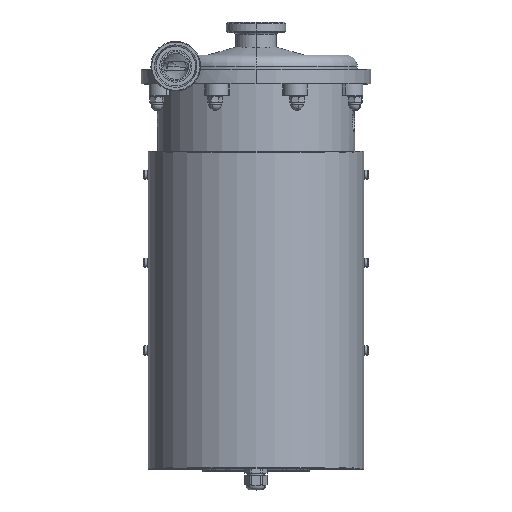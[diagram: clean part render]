
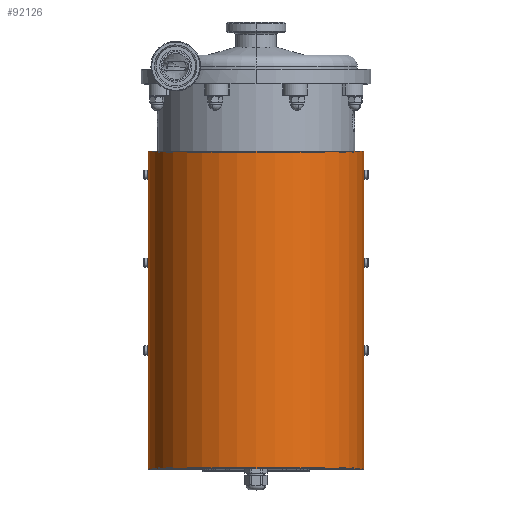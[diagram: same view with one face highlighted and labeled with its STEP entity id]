
A CAD part, top view. The second image highlights one B-rep face of the part: STEP entity #92126.
In plain terms, the highlighted cylindrical face has radius 141 mm (diameter 282 mm), a partial arc.
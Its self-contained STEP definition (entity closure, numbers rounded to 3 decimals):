
#5142 = CARTESIAN_POINT ( 'NONE',  ( -131.505, -251.88, 223.5 ) ) ;
#5496 = CARTESIAN_POINT ( 'NONE',  ( -131.505, -251.88, 223.5 ) ) ;
#14267 = EDGE_CURVE ( 'NONE', #60315, #67210, #66691, .T. ) ;
#14542 = DIRECTION ( 'NONE',  ( -1., 0., 0. ) ) ;
#18228 = EDGE_CURVE ( 'NONE', #25889, #67210, #34993, .T. ) ;
#21677 = DIRECTION ( 'NONE',  ( 1., 0., 0. ) ) ;
#25060 = CARTESIAN_POINT ( 'NONE',  ( 9.495, -251.88, 223.5 ) ) ;
#25889 = VERTEX_POINT ( 'NONE', #5142 ) ;
#26209 = CYLINDRICAL_SURFACE ( 'NONE', #89069, 141. ) ;
#27121 = EDGE_LOOP ( 'NONE', ( #76914, #53226, #90529, #35920 ) ) ;
#28601 = DIRECTION ( 'NONE',  ( 0., 1., 0. ) ) ;
#34993 = LINE ( 'NONE', #5496, #53901 ) ;
#35920 = ORIENTED_EDGE ( 'NONE', *, *, #69195, .T. ) ;
#44337 = VERTEX_POINT ( 'NONE', #75884 ) ;
#45449 = AXIS2_PLACEMENT_3D ( 'NONE', #25060, #76475, #82773 ) ;
#49463 = EDGE_CURVE ( 'NONE', #44337, #25889, #87143, .T. ) ;
#51400 = DIRECTION ( 'NONE',  ( 0., 1., 0. ) ) ;
#53226 = ORIENTED_EDGE ( 'NONE', *, *, #18228, .F. ) ;
#53901 = VECTOR ( 'NONE', #51400, 1000. ) ;
#58074 = CARTESIAN_POINT ( 'NONE',  ( 9.495, 163.12, 223.5 ) ) ;
#58185 = CARTESIAN_POINT ( 'NONE',  ( 9.495, -251.88, 223.5 ) ) ;
#60315 = VERTEX_POINT ( 'NONE', #88914 ) ;
#62143 = CARTESIAN_POINT ( 'NONE',  ( 150.495, -251.88, 223.5 ) ) ;
#65915 = CARTESIAN_POINT ( 'NONE',  ( -131.505, 163.12, 223.5 ) ) ;
#66691 = CIRCLE ( 'NONE', #72833, 141. ) ;
#67210 = VERTEX_POINT ( 'NONE', #65915 ) ;
#69195 = EDGE_CURVE ( 'NONE', #44337, #60315, #76646, .T. ) ;
#72833 = AXIS2_PLACEMENT_3D ( 'NONE', #58074, #95330, #21677 ) ;
#75884 = CARTESIAN_POINT ( 'NONE',  ( 150.495, -251.88, 223.5 ) ) ;
#76475 = DIRECTION ( 'NONE',  ( 0., -1., 0. ) ) ;
#76646 = LINE ( 'NONE', #62143, #80605 ) ;
#76914 = ORIENTED_EDGE ( 'NONE', *, *, #14267, .T. ) ;
#80605 = VECTOR ( 'NONE', #83886, 1000. ) ;
#82773 = DIRECTION ( 'NONE',  ( 1., 0., 0. ) ) ;
#83886 = DIRECTION ( 'NONE',  ( 0., 1., 0. ) ) ;
#87143 = CIRCLE ( 'NONE', #45449, 141. ) ;
#88914 = CARTESIAN_POINT ( 'NONE',  ( 150.495, 163.12, 223.5 ) ) ;
#89069 = AXIS2_PLACEMENT_3D ( 'NONE', #58185, #28601, #14542 ) ;
#90529 = ORIENTED_EDGE ( 'NONE', *, *, #49463, .F. ) ;
#92126 = ADVANCED_FACE ( 'NONE', ( #93092 ), #26209, .T. ) ;
#93092 = FACE_OUTER_BOUND ( 'NONE', #27121, .T. ) ;
#95330 = DIRECTION ( 'NONE',  ( 0., -1., 0. ) ) ;
